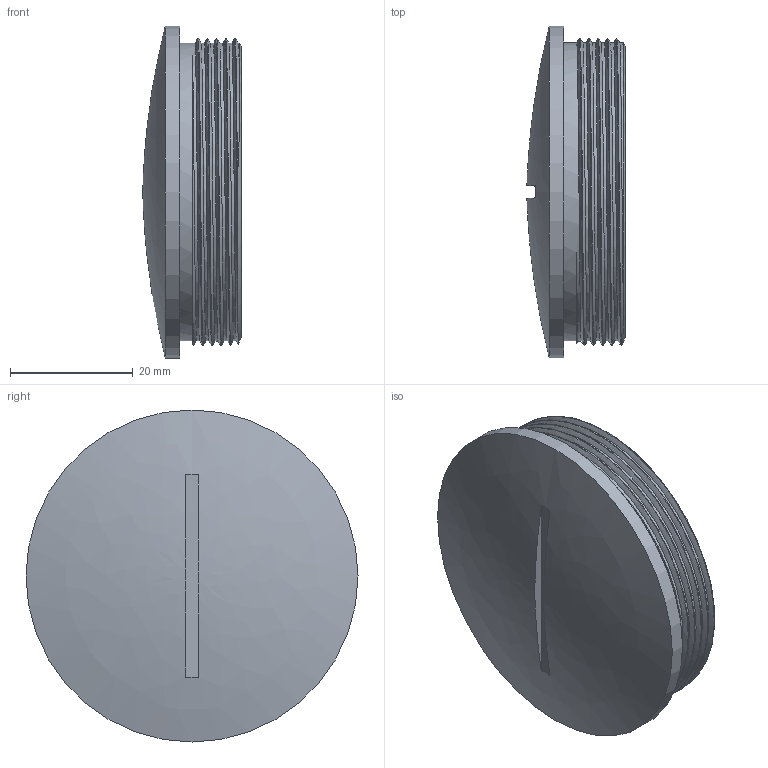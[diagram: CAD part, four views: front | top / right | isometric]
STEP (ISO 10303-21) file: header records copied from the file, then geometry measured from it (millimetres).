
FILE_DESCRIPTION(/* description */ ('Verschlussschraube Messing mit O-Ring M 50x1,5'),/* implementation_level */ '2;1');
FILE_NAME(/* name */ '99017550-RST.stp',/* time_stamp */ '2021-08-11T14:27:39+02:00',/* author */ ('sl'),/* organization */ (''),/* preprocessor_version */ 'ST-DEVELOPER v16.5',/* originating_system */ 'Autodesk Inventor 2017',/* authorisation */ '');
FILE_SCHEMA (('AUTOMOTIVE_DESIGN { 1 0 10303 214 3 1 1 }'));
Length unit declared in the file: millimetre
Products named in the file (1): 99017550
Bounding box: 15.97 x 54 x 54 mm (x, y, z)
Volume: 12516.5 mm3; surface area: 8940.8 mm2
Topology: 1 solids, 1 shells, 22 faces, 51 edges, 34 vertices
Faces by surface type: cylinder 9, plane 8, bspline 3, cone 2
Full cylindrical faces by diameter (mm): 46.1 x1, 48.478 x5, 54 x1
Entity records: 1484 total; most frequent: CARTESIAN_POINT 1133, DIRECTION 64, ORIENTED_EDGE 58, AXIS2_PLACEMENT_3D 31, EDGE_CURVE 29, EDGE_LOOP 25, VERTEX_POINT 22, FACE_OUTER_BOUND 17
